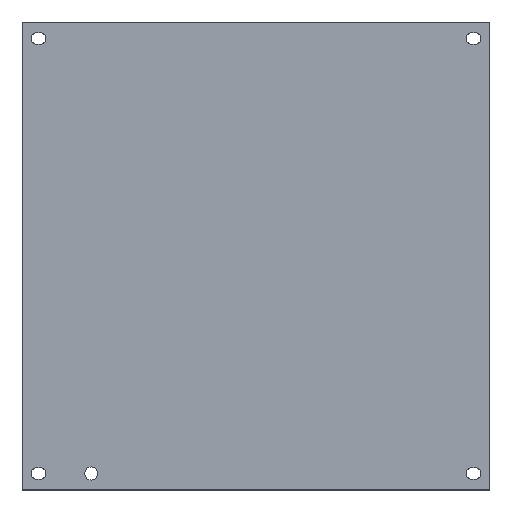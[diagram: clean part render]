
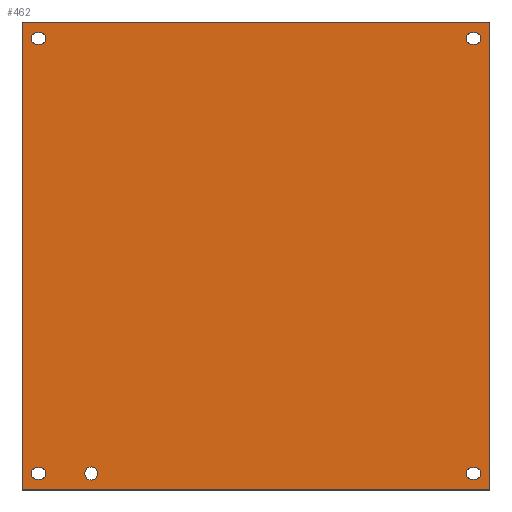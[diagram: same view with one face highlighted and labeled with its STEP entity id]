
A CAD part, top view. The second image highlights one B-rep face of the part: STEP entity #462.
In plain terms, the highlighted planar face has unit normal (0, 0, 1).
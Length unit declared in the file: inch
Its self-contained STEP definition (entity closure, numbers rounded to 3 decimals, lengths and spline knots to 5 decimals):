
#17=LINE('',#647,#61);
#21=LINE('',#659,#65);
#25=LINE('',#671,#69);
#29=LINE('',#683,#73);
#33=LINE('',#695,#77);
#37=LINE('',#707,#81);
#41=LINE('',#719,#85);
#45=LINE('',#731,#89);
#47=LINE('',#739,#91);
#51=LINE('',#747,#95);
#54=LINE('',#753,#98);
#57=LINE('',#758,#101);
#61=VECTOR('',#518,0.063);
#65=VECTOR('',#530,0.063);
#69=VECTOR('',#542,0.063);
#73=VECTOR('',#554,0.063);
#77=VECTOR('',#566,0.063);
#81=VECTOR('',#578,0.063);
#85=VECTOR('',#590,0.063);
#89=VECTOR('',#602,0.063);
#91=VECTOR('',#612,8.88);
#95=VECTOR('',#618,8.88);
#98=VECTOR('',#623,8.88);
#101=VECTOR('',#628,8.88);
#116=PLANE('',#505);
#123=FACE_BOUND('',#180,.T.);
#124=FACE_BOUND('',#181,.T.);
#125=FACE_BOUND('',#182,.T.);
#126=FACE_BOUND('',#183,.T.);
#127=FACE_BOUND('',#184,.T.);
#150=FACE_OUTER_BOUND('',#179,.T.);
#179=EDGE_LOOP('',(#410,#411,#412,#413));
#180=EDGE_LOOP('',(#414));
#181=EDGE_LOOP('',(#415,#416,#417,#418));
#182=EDGE_LOOP('',(#419,#420,#421,#422));
#183=EDGE_LOOP('',(#423,#424,#425,#426));
#184=EDGE_LOOP('',(#427,#428,#429,#430));
#186=CIRCLE('',#467,0.125);
#188=CIRCLE('',#471,0.109);
#190=CIRCLE('',#475,0.109);
#192=CIRCLE('',#479,0.109);
#194=CIRCLE('',#483,0.109);
#196=CIRCLE('',#487,0.109);
#198=CIRCLE('',#491,0.109);
#200=CIRCLE('',#495,0.109);
#202=CIRCLE('',#499,0.109);
#204=VERTEX_POINT('',#638);
#207=VERTEX_POINT('',#644);
#208=VERTEX_POINT('',#646);
#210=VERTEX_POINT('',#652);
#212=VERTEX_POINT('',#658);
#215=VERTEX_POINT('',#668);
#216=VERTEX_POINT('',#670);
#218=VERTEX_POINT('',#676);
#220=VERTEX_POINT('',#682);
#223=VERTEX_POINT('',#692);
#224=VERTEX_POINT('',#694);
#226=VERTEX_POINT('',#700);
#228=VERTEX_POINT('',#706);
#231=VERTEX_POINT('',#716);
#232=VERTEX_POINT('',#718);
#234=VERTEX_POINT('',#724);
#236=VERTEX_POINT('',#730);
#237=VERTEX_POINT('',#737);
#238=VERTEX_POINT('',#738);
#241=VERTEX_POINT('',#746);
#243=VERTEX_POINT('',#752);
#246=EDGE_CURVE('',#204,#204,#186,.T.);
#249=EDGE_CURVE('',#208,#207,#17,.T.);
#252=EDGE_CURVE('',#210,#208,#188,.T.);
#255=EDGE_CURVE('',#212,#210,#21,.T.);
#258=EDGE_CURVE('',#207,#212,#190,.T.);
#261=EDGE_CURVE('',#216,#215,#25,.T.);
#264=EDGE_CURVE('',#218,#216,#192,.T.);
#267=EDGE_CURVE('',#220,#218,#29,.T.);
#270=EDGE_CURVE('',#215,#220,#194,.T.);
#273=EDGE_CURVE('',#224,#223,#33,.T.);
#276=EDGE_CURVE('',#226,#224,#196,.T.);
#279=EDGE_CURVE('',#228,#226,#37,.T.);
#282=EDGE_CURVE('',#223,#228,#198,.T.);
#285=EDGE_CURVE('',#232,#231,#41,.T.);
#288=EDGE_CURVE('',#234,#232,#200,.T.);
#291=EDGE_CURVE('',#236,#234,#45,.T.);
#294=EDGE_CURVE('',#231,#236,#202,.T.);
#295=EDGE_CURVE('',#237,#238,#47,.T.);
#299=EDGE_CURVE('',#238,#241,#51,.T.);
#302=EDGE_CURVE('',#241,#243,#54,.T.);
#305=EDGE_CURVE('',#243,#237,#57,.T.);
#410=ORIENTED_EDGE('',*,*,#295,.F.);
#411=ORIENTED_EDGE('',*,*,#305,.F.);
#412=ORIENTED_EDGE('',*,*,#302,.F.);
#413=ORIENTED_EDGE('',*,*,#299,.F.);
#414=ORIENTED_EDGE('',*,*,#246,.T.);
#415=ORIENTED_EDGE('',*,*,#249,.T.);
#416=ORIENTED_EDGE('',*,*,#258,.T.);
#417=ORIENTED_EDGE('',*,*,#255,.T.);
#418=ORIENTED_EDGE('',*,*,#252,.T.);
#419=ORIENTED_EDGE('',*,*,#261,.T.);
#420=ORIENTED_EDGE('',*,*,#270,.T.);
#421=ORIENTED_EDGE('',*,*,#267,.T.);
#422=ORIENTED_EDGE('',*,*,#264,.T.);
#423=ORIENTED_EDGE('',*,*,#273,.T.);
#424=ORIENTED_EDGE('',*,*,#282,.T.);
#425=ORIENTED_EDGE('',*,*,#279,.T.);
#426=ORIENTED_EDGE('',*,*,#276,.T.);
#427=ORIENTED_EDGE('',*,*,#291,.T.);
#428=ORIENTED_EDGE('',*,*,#288,.T.);
#429=ORIENTED_EDGE('',*,*,#285,.T.);
#430=ORIENTED_EDGE('',*,*,#294,.T.);
#462=ADVANCED_FACE('',(#150,#123,#124,#125,#126,#127),#116,.T.);
#467=AXIS2_PLACEMENT_3D('',#639,#512,#513);
#471=AXIS2_PLACEMENT_3D('',#653,#524,#525);
#475=AXIS2_PLACEMENT_3D('',#663,#536,#537);
#479=AXIS2_PLACEMENT_3D('',#677,#548,#549);
#483=AXIS2_PLACEMENT_3D('',#687,#560,#561);
#487=AXIS2_PLACEMENT_3D('',#701,#572,#573);
#491=AXIS2_PLACEMENT_3D('',#711,#584,#585);
#495=AXIS2_PLACEMENT_3D('',#725,#596,#597);
#499=AXIS2_PLACEMENT_3D('',#735,#608,#609);
#505=AXIS2_PLACEMENT_3D('',#761,#632,#633);
#512=DIRECTION('center_axis',(0.,0.,-1.));
#513=DIRECTION('ref_axis',(1.,0.,0.));
#518=DIRECTION('',(1.,0.,0.));
#524=DIRECTION('center_axis',(0.,0.,-1.));
#525=DIRECTION('ref_axis',(0.,1.,0.));
#530=DIRECTION('',(-1.,0.,0.));
#536=DIRECTION('center_axis',(0.,0.,-1.));
#537=DIRECTION('ref_axis',(0.,-1.,0.));
#542=DIRECTION('',(1.,0.,0.));
#548=DIRECTION('center_axis',(0.,0.,-1.));
#549=DIRECTION('ref_axis',(0.,1.,0.));
#554=DIRECTION('',(-1.,0.,0.));
#560=DIRECTION('center_axis',(0.,0.,-1.));
#561=DIRECTION('ref_axis',(0.,-1.,0.));
#566=DIRECTION('',(1.,0.,0.));
#572=DIRECTION('center_axis',(0.,0.,-1.));
#573=DIRECTION('ref_axis',(0.,1.,0.));
#578=DIRECTION('',(-1.,0.,0.));
#584=DIRECTION('center_axis',(0.,0.,-1.));
#585=DIRECTION('ref_axis',(0.,-1.,0.));
#590=DIRECTION('',(1.,0.,0.));
#596=DIRECTION('center_axis',(0.,0.,-1.));
#597=DIRECTION('ref_axis',(0.,1.,0.));
#602=DIRECTION('',(-1.,0.,0.));
#608=DIRECTION('center_axis',(0.,0.,-1.));
#609=DIRECTION('ref_axis',(0.,-1.,0.));
#612=DIRECTION('',(0.,1.,0.));
#618=DIRECTION('',(1.,0.,0.));
#623=DIRECTION('',(0.,-1.,0.));
#628=DIRECTION('',(-1.,0.,0.));
#632=DIRECTION('center_axis',(0.,0.,1.));
#633=DIRECTION('ref_axis',(1.,0.,0.));
#638=CARTESIAN_POINT('',(1.438,0.313,0.074));
#639=CARTESIAN_POINT('Origin',(1.313,0.313,0.074));
#644=CARTESIAN_POINT('',(0.3445,0.422,0.074));
#646=CARTESIAN_POINT('',(0.2815,0.422,0.074));
#647=CARTESIAN_POINT('',(2.3765,0.422,0.074));
#652=CARTESIAN_POINT('',(0.2815,0.204,0.074));
#653=CARTESIAN_POINT('Origin',(0.2815,0.313,0.074));
#658=CARTESIAN_POINT('',(0.3445,0.204,0.074));
#659=CARTESIAN_POINT('',(2.36075,0.204,0.074));
#663=CARTESIAN_POINT('Origin',(0.3445,0.313,0.074));
#668=CARTESIAN_POINT('',(8.5985,8.676,0.074));
#670=CARTESIAN_POINT('',(8.5355,8.676,0.074));
#671=CARTESIAN_POINT('',(6.5035,8.676,0.074));
#676=CARTESIAN_POINT('',(8.5355,8.458,0.074));
#677=CARTESIAN_POINT('Origin',(8.5355,8.567,0.074));
#682=CARTESIAN_POINT('',(8.5985,8.458,0.074));
#683=CARTESIAN_POINT('',(6.48775,8.458,0.074));
#687=CARTESIAN_POINT('Origin',(8.5985,8.567,0.074));
#692=CARTESIAN_POINT('',(8.5985,0.422,0.074));
#694=CARTESIAN_POINT('',(8.5355,0.422,0.074));
#695=CARTESIAN_POINT('',(6.5035,0.422,0.074));
#700=CARTESIAN_POINT('',(8.5355,0.204,0.074));
#701=CARTESIAN_POINT('Origin',(8.5355,0.313,0.074));
#706=CARTESIAN_POINT('',(8.5985,0.204,0.074));
#707=CARTESIAN_POINT('',(6.48775,0.204,0.074));
#711=CARTESIAN_POINT('Origin',(8.5985,0.313,0.074));
#716=CARTESIAN_POINT('',(0.3445,8.676,0.074));
#718=CARTESIAN_POINT('',(0.2815,8.676,0.074));
#719=CARTESIAN_POINT('',(2.3765,8.676,0.074));
#724=CARTESIAN_POINT('',(0.2815,8.458,0.074));
#725=CARTESIAN_POINT('Origin',(0.2815,8.567,0.074));
#730=CARTESIAN_POINT('',(0.3445,8.458,0.074));
#731=CARTESIAN_POINT('',(2.36075,8.458,0.074));
#735=CARTESIAN_POINT('Origin',(0.3445,8.567,0.074));
#737=CARTESIAN_POINT('',(0.,0.,0.074));
#738=CARTESIAN_POINT('',(0.,8.88,0.074));
#739=CARTESIAN_POINT('',(0.,8.88,0.074));
#746=CARTESIAN_POINT('',(8.88,8.88,0.074));
#747=CARTESIAN_POINT('',(8.88,8.88,0.074));
#752=CARTESIAN_POINT('',(8.88,0.,0.074));
#753=CARTESIAN_POINT('',(8.88,0.,0.074));
#758=CARTESIAN_POINT('',(0.,0.,0.074));
#761=CARTESIAN_POINT('Origin',(4.44,4.44,0.074));
